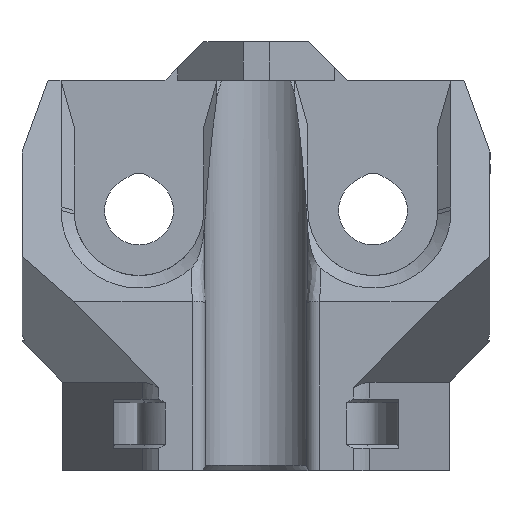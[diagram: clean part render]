
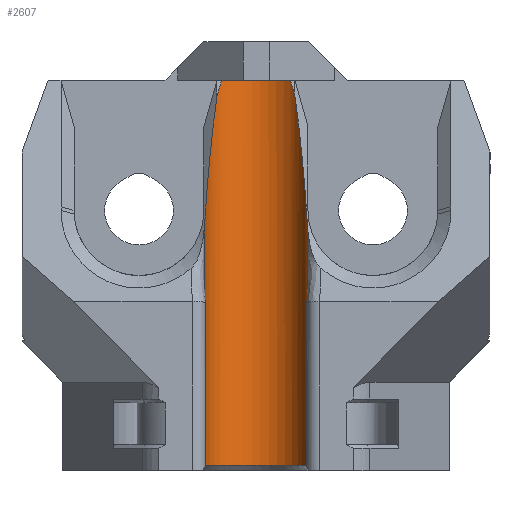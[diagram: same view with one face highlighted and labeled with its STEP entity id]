
A CAD part, front view. The second image highlights one B-rep face of the part: STEP entity #2607.
In plain terms, the highlighted cylindrical face has radius 4 mm (diameter 8 mm), a partial arc.
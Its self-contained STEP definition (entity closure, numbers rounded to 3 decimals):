
#52=B_SPLINE_CURVE_WITH_KNOTS('',3,(#3978,#3979,#3980,#3981,#3982,#3983,
#3984,#3985,#3986,#3987,#3988,#3989,#3990,#3991,#3992,#3993),
 .UNSPECIFIED.,.F.,.F.,(4,3,3,3,3,4),(-0.345,-0.336,
-0.328,-0.312,-0.284,-0.264),
 .UNSPECIFIED.);
#53=B_SPLINE_CURVE_WITH_KNOTS('',3,(#3995,#3996,#3997,#3998,#3999,#4000,
#4001),.UNSPECIFIED.,.F.,.F.,(4,3,4),(-0.029,-0.015,
0.),.UNSPECIFIED.);
#54=B_SPLINE_CURVE_WITH_KNOTS('',3,(#4010,#4011,#4012,#4013,#4014,#4015,
#4016),.UNSPECIFIED.,.F.,.F.,(4,3,4),(-0.029,-0.015,
0.),.UNSPECIFIED.);
#55=B_SPLINE_CURVE_WITH_KNOTS('',3,(#4018,#4019,#4020,#4021,#4022,#4023,
#4024,#4025,#4026,#4027,#4028,#4029,#4030),.UNSPECIFIED.,.F.,.F.,(4,3,3,
3,4),(-0.081,-0.06,-0.032,-0.015,
0.),.UNSPECIFIED.);
#70=CYLINDRICAL_SURFACE('',#2799,4.);
#108=ELLIPSE('',#2798,17.464,4.);
#109=ELLIPSE('',#2800,20.048,4.);
#110=ELLIPSE('',#2801,14.176,4.);
#111=ELLIPSE('',#2802,14.176,4.);
#112=ELLIPSE('',#2803,20.048,4.);
#113=ELLIPSE('',#2804,17.464,4.);
#146=FACE_OUTER_BOUND('',#305,.T.);
#305=EDGE_LOOP('',(#1782,#1783,#1784,#1785,#1786,#1787,#1788,#1789,#1790,
#1791,#1792,#1793,#1794,#1795));
#456=CIRCLE('',#2791,4.);
#458=CIRCLE('',#2805,4.);
#561=LINE('',#3872,#834);
#563=LINE('',#4034,#836);
#834=VECTOR('',#3095,10.);
#836=VECTOR('',#3117,10.);
#1097=VERTEX_POINT('',#3854);
#1098=VERTEX_POINT('',#3856);
#1103=VERTEX_POINT('',#3870);
#1104=VERTEX_POINT('',#3871);
#1110=VERTEX_POINT('',#3966);
#1111=VERTEX_POINT('',#3977);
#1112=VERTEX_POINT('',#3994);
#1113=VERTEX_POINT('',#4002);
#1114=VERTEX_POINT('',#4005);
#1115=VERTEX_POINT('',#4007);
#1116=VERTEX_POINT('',#4009);
#1117=VERTEX_POINT('',#4017);
#1118=VERTEX_POINT('',#4031);
#1119=VERTEX_POINT('',#4033);
#1357=EDGE_CURVE('',#1097,#1098,#456,.T.);
#1364=EDGE_CURVE('',#1103,#1104,#561,.T.);
#1372=EDGE_CURVE('',#1110,#1103,#108,.T.);
#1373=EDGE_CURVE('',#1111,#1110,#52,.T.);
#1374=EDGE_CURVE('',#1112,#1111,#53,.T.);
#1375=EDGE_CURVE('',#1113,#1112,#109,.T.);
#1376=EDGE_CURVE('',#1098,#1113,#110,.T.);
#1377=EDGE_CURVE('',#1114,#1097,#111,.T.);
#1378=EDGE_CURVE('',#1115,#1114,#112,.T.);
#1379=EDGE_CURVE('',#1116,#1115,#54,.T.);
#1380=EDGE_CURVE('',#1117,#1116,#55,.T.);
#1381=EDGE_CURVE('',#1118,#1117,#113,.T.);
#1382=EDGE_CURVE('',#1119,#1118,#563,.T.);
#1383=EDGE_CURVE('',#1104,#1119,#458,.T.);
#1782=ORIENTED_EDGE('',*,*,#1364,.F.);
#1783=ORIENTED_EDGE('',*,*,#1372,.F.);
#1784=ORIENTED_EDGE('',*,*,#1373,.F.);
#1785=ORIENTED_EDGE('',*,*,#1374,.F.);
#1786=ORIENTED_EDGE('',*,*,#1375,.F.);
#1787=ORIENTED_EDGE('',*,*,#1376,.F.);
#1788=ORIENTED_EDGE('',*,*,#1357,.F.);
#1789=ORIENTED_EDGE('',*,*,#1377,.F.);
#1790=ORIENTED_EDGE('',*,*,#1378,.F.);
#1791=ORIENTED_EDGE('',*,*,#1379,.F.);
#1792=ORIENTED_EDGE('',*,*,#1380,.F.);
#1793=ORIENTED_EDGE('',*,*,#1381,.F.);
#1794=ORIENTED_EDGE('',*,*,#1382,.F.);
#1795=ORIENTED_EDGE('',*,*,#1383,.F.);
#2607=ADVANCED_FACE('',(#146),#70,.F.);
#2791=AXIS2_PLACEMENT_3D('',#3857,#3082,#3083);
#2798=AXIS2_PLACEMENT_3D('',#3975,#3103,#3104);
#2799=AXIS2_PLACEMENT_3D('',#3976,#3105,#3106);
#2800=AXIS2_PLACEMENT_3D('',#4003,#3107,#3108);
#2801=AXIS2_PLACEMENT_3D('',#4004,#3109,#3110);
#2802=AXIS2_PLACEMENT_3D('',#4006,#3111,#3112);
#2803=AXIS2_PLACEMENT_3D('',#4008,#3113,#3114);
#2804=AXIS2_PLACEMENT_3D('',#4032,#3115,#3116);
#2805=AXIS2_PLACEMENT_3D('',#4035,#3118,#3119);
#3082=DIRECTION('center_axis',(0.,0.,
-1.));
#3083=DIRECTION('ref_axis',(0.,1.,0.));
#3095=DIRECTION('',(0.,0.,-1.));
#3103=DIRECTION('center_axis',(0.,0.973,-0.229));
#3104=DIRECTION('ref_axis',(0.,-0.229,-0.973));
#3105=DIRECTION('center_axis',(0.,0.,
-1.));
#3106=DIRECTION('ref_axis',(0.,1.,0.));
#3107=DIRECTION('center_axis',(-0.707,0.678,-0.2));
#3108=DIRECTION('ref_axis',(-0.144,0.138,0.98));
#3109=DIRECTION('center_axis',(0.,0.959,
-0.282));
#3110=DIRECTION('ref_axis',(0.,0.282,0.959));
#3111=DIRECTION('center_axis',(0.,0.959,
-0.282));
#3112=DIRECTION('ref_axis',(0.,0.282,0.959));
#3113=DIRECTION('center_axis',(0.707,0.678,-0.2));
#3114=DIRECTION('ref_axis',(0.144,0.138,0.98));
#3115=DIRECTION('center_axis',(0.,0.973,-0.229));
#3116=DIRECTION('ref_axis',(0.,-0.229,-0.973));
#3117=DIRECTION('',(0.,0.,1.));
#3118=DIRECTION('center_axis',(0.,0.,
1.));
#3119=DIRECTION('ref_axis',(0.,1.,0.));
#3854=CARTESIAN_POINT('',(-11.246,-15.,9.4));
#3856=CARTESIAN_POINT('',(-5.954,-15.,9.4));
#3857=CARTESIAN_POINT('Origin',(-8.6,-18.,9.4));
#3870=CARTESIAN_POINT('',(-4.681,-18.8,-7.744));
#3871=CARTESIAN_POINT('',(-4.681,-18.8,-20.2));
#3872=CARTESIAN_POINT('',(-4.681,-18.8,-10.6));
#3966=CARTESIAN_POINT('',(-4.652,-17.356,-1.609));
#3975=CARTESIAN_POINT('Origin',(-8.6,-18.,-4.344));
#3976=CARTESIAN_POINT('Origin',(-8.6,-18.,-10.6));
#3977=CARTESIAN_POINT('',(-4.705,-17.089,-0.851));
#3978=CARTESIAN_POINT('Ctrl Pts',(-4.705,-17.089,-0.851));
#3979=CARTESIAN_POINT('Ctrl Pts',(-4.703,-17.097,-0.877));
#3980=CARTESIAN_POINT('Ctrl Pts',(-4.702,-17.104,-0.903));
#3981=CARTESIAN_POINT('Ctrl Pts',(-4.7,-17.112,-0.929));
#3982=CARTESIAN_POINT('Ctrl Pts',(-4.698,-17.12,-0.956));
#3983=CARTESIAN_POINT('Ctrl Pts',(-4.696,-17.128,-0.982));
#3984=CARTESIAN_POINT('Ctrl Pts',(-4.694,-17.136,-1.009));
#3985=CARTESIAN_POINT('Ctrl Pts',(-4.691,-17.151,-1.06));
#3986=CARTESIAN_POINT('Ctrl Pts',(-4.687,-17.168,-1.11));
#3987=CARTESIAN_POINT('Ctrl Pts',(-4.684,-17.185,-1.161));
#3988=CARTESIAN_POINT('Ctrl Pts',(-4.678,-17.214,-1.249));
#3989=CARTESIAN_POINT('Ctrl Pts',(-4.671,-17.246,-1.336));
#3990=CARTESIAN_POINT('Ctrl Pts',(-4.665,-17.28,-1.423));
#3991=CARTESIAN_POINT('Ctrl Pts',(-4.661,-17.304,-1.485));
#3992=CARTESIAN_POINT('Ctrl Pts',(-4.656,-17.33,-1.547));
#3993=CARTESIAN_POINT('Ctrl Pts',(-4.652,-17.356,-1.609));
#3994=CARTESIAN_POINT('',(-4.723,-17.017,-0.565));
#3995=CARTESIAN_POINT('Ctrl Pts',(-4.723,-17.017,-0.565));
#3996=CARTESIAN_POINT('Ctrl Pts',(-4.72,-17.028,-0.613));
#3997=CARTESIAN_POINT('Ctrl Pts',(-4.717,-17.039,-0.661));
#3998=CARTESIAN_POINT('Ctrl Pts',(-4.714,-17.051,-0.708));
#3999=CARTESIAN_POINT('Ctrl Pts',(-4.711,-17.064,-0.756));
#4000=CARTESIAN_POINT('Ctrl Pts',(-4.708,-17.076,-0.803));
#4001=CARTESIAN_POINT('Ctrl Pts',(-4.705,-17.089,-0.851));
#4002=CARTESIAN_POINT('',(-5.6,-15.354,8.196));
#4003=CARTESIAN_POINT('Origin',(-8.6,-18.,9.832));
#4004=CARTESIAN_POINT('Origin',(-8.6,-18.,-0.8));
#4005=CARTESIAN_POINT('',(-11.6,-15.354,8.196));
#4006=CARTESIAN_POINT('Origin',(-8.6,-18.,-0.8));
#4007=CARTESIAN_POINT('',(-12.477,-17.017,-0.565));
#4008=CARTESIAN_POINT('Origin',(-8.6,-18.,9.832));
#4009=CARTESIAN_POINT('',(-12.495,-17.089,-0.851));
#4010=CARTESIAN_POINT('Ctrl Pts',(-12.495,-17.089,-0.851));
#4011=CARTESIAN_POINT('Ctrl Pts',(-12.492,-17.076,-0.803));
#4012=CARTESIAN_POINT('Ctrl Pts',(-12.489,-17.064,-0.756));
#4013=CARTESIAN_POINT('Ctrl Pts',(-12.486,-17.051,-0.708));
#4014=CARTESIAN_POINT('Ctrl Pts',(-12.483,-17.039,-0.661));
#4015=CARTESIAN_POINT('Ctrl Pts',(-12.48,-17.028,-0.613));
#4016=CARTESIAN_POINT('Ctrl Pts',(-12.477,-17.017,-0.565));
#4017=CARTESIAN_POINT('',(-12.548,-17.356,-1.609));
#4018=CARTESIAN_POINT('Ctrl Pts',(-12.548,-17.356,-1.609));
#4019=CARTESIAN_POINT('Ctrl Pts',(-12.544,-17.329,-1.546));
#4020=CARTESIAN_POINT('Ctrl Pts',(-12.539,-17.303,-1.482));
#4021=CARTESIAN_POINT('Ctrl Pts',(-12.535,-17.278,-1.418));
#4022=CARTESIAN_POINT('Ctrl Pts',(-12.528,-17.244,-1.33));
#4023=CARTESIAN_POINT('Ctrl Pts',(-12.522,-17.212,-1.242));
#4024=CARTESIAN_POINT('Ctrl Pts',(-12.516,-17.182,-1.153));
#4025=CARTESIAN_POINT('Ctrl Pts',(-12.512,-17.164,-1.1));
#4026=CARTESIAN_POINT('Ctrl Pts',(-12.508,-17.147,-1.047));
#4027=CARTESIAN_POINT('Ctrl Pts',(-12.504,-17.131,-0.993));
#4028=CARTESIAN_POINT('Ctrl Pts',(-12.501,-17.116,-0.946));
#4029=CARTESIAN_POINT('Ctrl Pts',(-12.498,-17.103,-0.898));
#4030=CARTESIAN_POINT('Ctrl Pts',(-12.495,-17.089,-0.851));
#4031=CARTESIAN_POINT('',(-12.519,-18.8,-7.744));
#4032=CARTESIAN_POINT('Origin',(-8.6,-18.,-4.344));
#4033=CARTESIAN_POINT('',(-12.519,-18.8,-20.2));
#4034=CARTESIAN_POINT('',(-12.519,-18.8,-10.6));
#4035=CARTESIAN_POINT('Origin',(-8.6,-18.,-20.2));
